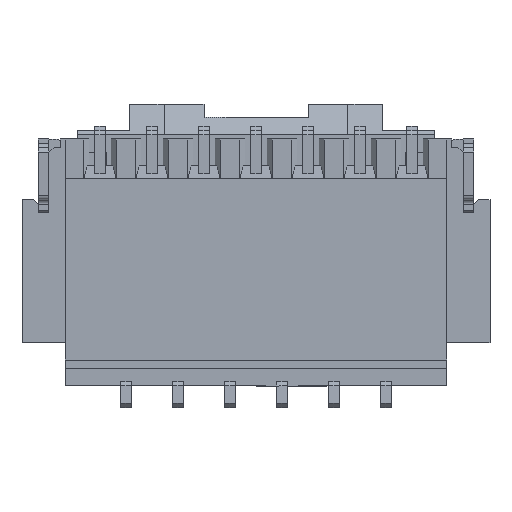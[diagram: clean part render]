
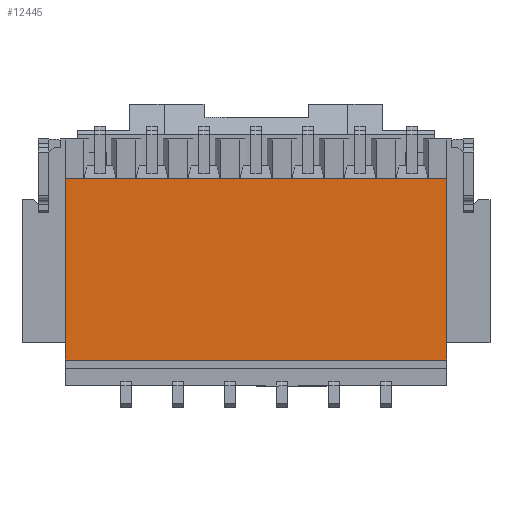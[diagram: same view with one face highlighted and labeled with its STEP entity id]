
A CAD part, front view. The second image highlights one B-rep face of the part: STEP entity #12445.
In plain terms, the highlighted face is planar.
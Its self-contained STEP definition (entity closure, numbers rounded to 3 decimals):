
#610=FACE_OUTER_BOUND('',#1238,.T.);
#1238=EDGE_LOOP('',(#8593,#8594,#8595,#8596));
#1897=LINE('',#17319,#3562);
#2129=LINE('',#17803,#3794);
#2130=LINE('',#17805,#3795);
#2131=LINE('',#17806,#3796);
#3562=VECTOR('',#14002,1000.);
#3794=VECTOR('',#14328,1000.);
#3795=VECTOR('',#14329,1000.);
#3796=VECTOR('',#14330,1000.);
#5239=VERTEX_POINT('',#17312);
#5242=VERTEX_POINT('',#17317);
#5447=VERTEX_POINT('',#17802);
#5448=VERTEX_POINT('',#17804);
#6460=EDGE_CURVE('',#5242,#5239,#1897,.T.);
#6703=EDGE_CURVE('',#5242,#5447,#2129,.T.);
#6704=EDGE_CURVE('',#5448,#5447,#2130,.T.);
#6705=EDGE_CURVE('',#5239,#5448,#2131,.T.);
#8593=ORIENTED_EDGE('',*,*,#6703,.T.);
#8594=ORIENTED_EDGE('',*,*,#6704,.F.);
#8595=ORIENTED_EDGE('',*,*,#6705,.F.);
#8596=ORIENTED_EDGE('',*,*,#6460,.F.);
#11900=PLANE('',#13137);
#12445=ADVANCED_FACE('',(#610),#11900,.F.);
#13137=AXIS2_PLACEMENT_3D('',#17801,#14326,#14327);
#14002=DIRECTION('',(0.,0.,-1.));
#14326=DIRECTION('center_axis',(0.,-1.,0.));
#14327=DIRECTION('ref_axis',(1.,0.,0.));
#14328=DIRECTION('',(1.,0.,0.));
#14329=DIRECTION('',(0.,0.,1.));
#14330=DIRECTION('',(1.,0.,0.));
#17312=CARTESIAN_POINT('',(1.132,-1.538,14.028));
#17317=CARTESIAN_POINT('',(1.132,-1.538,18.428));
#17319=CARTESIAN_POINT('',(1.132,-1.538,-3.287));
#17801=CARTESIAN_POINT('Origin',(1.132,-1.538,-3.287));
#17802=CARTESIAN_POINT('',(3.222,-1.538,18.428));
#17803=CARTESIAN_POINT('',(1.132,-1.538,18.428));
#17804=CARTESIAN_POINT('',(3.222,-1.538,14.028));
#17805=CARTESIAN_POINT('',(3.222,-1.538,-3.287));
#17806=CARTESIAN_POINT('',(1.132,-1.538,14.028));
